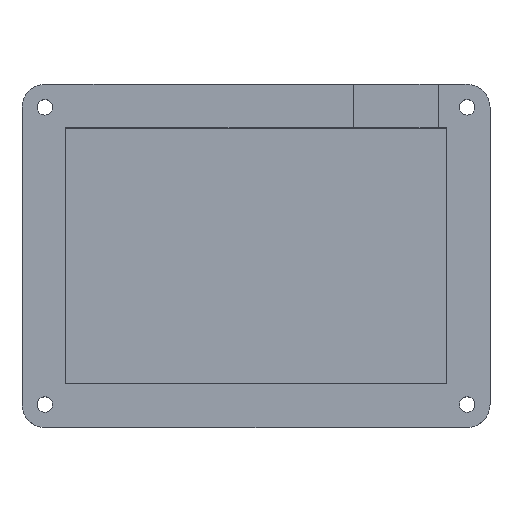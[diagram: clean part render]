
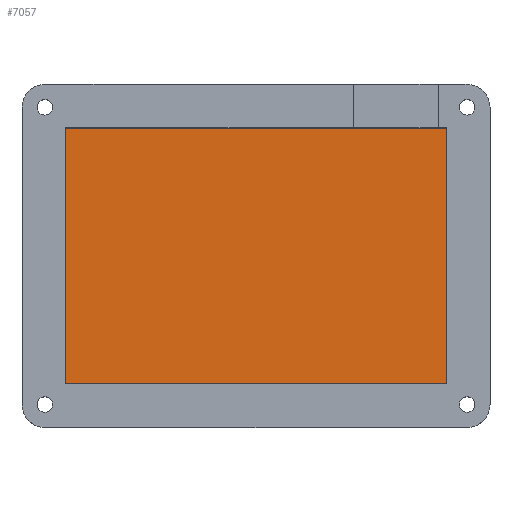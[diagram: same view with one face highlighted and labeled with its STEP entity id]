
A CAD part, top view. The second image highlights one B-rep face of the part: STEP entity #7057.
In plain terms, the highlighted planar face has unit normal (0, 0, 1).
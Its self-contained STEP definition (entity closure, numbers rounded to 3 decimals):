
#191=PLANE('',#7210);
#565=FACE_OUTER_BOUND('',#978,.T.);
#978=EDGE_LOOP('',(#6368,#6369,#6370,#6371));
#1499=LINE('',#14568,#2014);
#1501=LINE('',#14572,#2016);
#1502=LINE('',#14574,#2017);
#1503=LINE('',#14575,#2018);
#2014=VECTOR('',#7982,10.);
#2016=VECTOR('',#7986,10.);
#2017=VECTOR('',#7987,10.);
#2018=VECTOR('',#7988,10.);
#3243=VERTEX_POINT('',#14565);
#3244=VERTEX_POINT('',#14567);
#3245=VERTEX_POINT('',#14571);
#3246=VERTEX_POINT('',#14573);
#4291=EDGE_CURVE('',#3243,#3244,#1499,.T.);
#4293=EDGE_CURVE('',#3245,#3243,#1501,.T.);
#4294=EDGE_CURVE('',#3246,#3245,#1502,.T.);
#4295=EDGE_CURVE('',#3244,#3246,#1503,.T.);
#6368=ORIENTED_EDGE('',*,*,#4291,.F.);
#6369=ORIENTED_EDGE('',*,*,#4293,.F.);
#6370=ORIENTED_EDGE('',*,*,#4294,.F.);
#6371=ORIENTED_EDGE('',*,*,#4295,.F.);
#7057=ADVANCED_FACE('',(#565),#191,.T.);
#7210=AXIS2_PLACEMENT_3D('',#14570,#7984,#7985);
#7982=DIRECTION('',(1.,0.,0.));
#7984=DIRECTION('center_axis',(0.,0.,1.));
#7985=DIRECTION('ref_axis',(1.,0.,0.));
#7986=DIRECTION('',(0.,1.,0.));
#7987=DIRECTION('',(-1.,0.,0.));
#7988=DIRECTION('',(0.,-1.,0.));
#14565=CARTESIAN_POINT('',(-41.5,27.9,3.));
#14567=CARTESIAN_POINT('',(41.5,27.9,3.));
#14568=CARTESIAN_POINT('',(-20.75,27.9,3.));
#14570=CARTESIAN_POINT('Origin',(0.,0.,3.));
#14571=CARTESIAN_POINT('',(-41.5,-27.9,3.));
#14572=CARTESIAN_POINT('',(-41.5,-13.95,3.));
#14573=CARTESIAN_POINT('',(41.5,-27.9,3.));
#14574=CARTESIAN_POINT('',(20.75,-27.9,3.));
#14575=CARTESIAN_POINT('',(41.5,13.95,3.));
